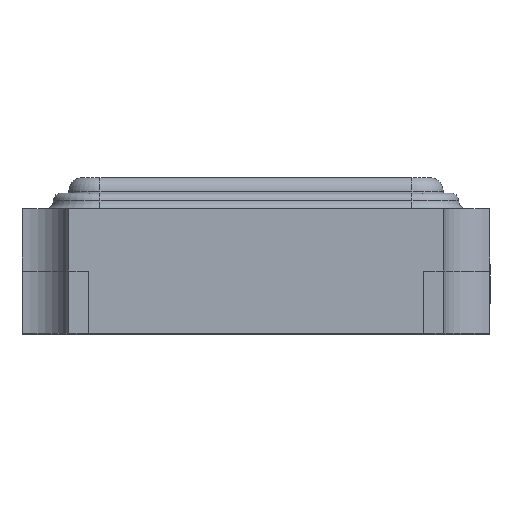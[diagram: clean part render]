
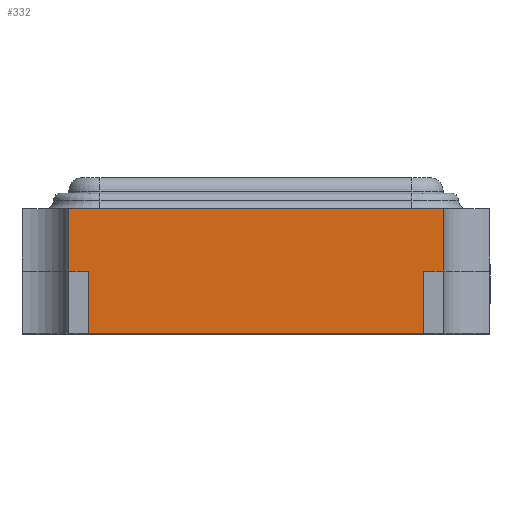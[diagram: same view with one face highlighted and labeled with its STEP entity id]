
A CAD part, top view. The second image highlights one B-rep face of the part: STEP entity #332.
In plain terms, the highlighted planar face has unit normal (0, 0, 1).
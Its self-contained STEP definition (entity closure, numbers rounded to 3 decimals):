
#15 = VERTEX_POINT ( 'NONE', #3281 ) ;
#67 = CARTESIAN_POINT ( 'NONE',  ( -0.48, 0.32, 0.8 ) ) ;
#203 = VERTEX_POINT ( 'NONE', #2561 ) ;
#332 = ADVANCED_FACE ( 'NONE', ( #2518 ), #3446, .F. ) ;
#376 = AXIS2_PLACEMENT_3D ( 'NONE', #389, #1873, #746 ) ;
#387 = VERTEX_POINT ( 'NONE', #1896 ) ;
#389 = CARTESIAN_POINT ( 'NONE',  ( -0.6, 2.32, 0.8 ) ) ;
#418 = ORIENTED_EDGE ( 'NONE', *, *, #1572, .T. ) ;
#456 = ORIENTED_EDGE ( 'NONE', *, *, #794, .F. ) ;
#500 = VERTEX_POINT ( 'NONE', #1371 ) ;
#539 = EDGE_CURVE ( 'NONE', #15, #500, #2699, .T. ) ;
#594 = EDGE_CURVE ( 'NONE', #2597, #3055, #1507, .T. ) ;
#655 = DIRECTION ( 'NONE',  ( 0., -1., 0. ) ) ;
#746 = DIRECTION ( 'NONE',  ( -1., 0., 0. ) ) ;
#760 = CARTESIAN_POINT ( 'NONE',  ( 0.43, 0.16, 0.8 ) ) ;
#794 = EDGE_CURVE ( 'NONE', #387, #2597, #3374, .T. ) ;
#863 = ORIENTED_EDGE ( 'NONE', *, *, #539, .T. ) ;
#1009 = ORIENTED_EDGE ( 'NONE', *, *, #2941, .F. ) ;
#1115 = VECTOR ( 'NONE', #1429, 1000. ) ;
#1138 = LINE ( 'NONE', #3591, #1115 ) ;
#1201 = VECTOR ( 'NONE', #3275, 1000. ) ;
#1371 = CARTESIAN_POINT ( 'NONE',  ( -0.43, 0., 0.8 ) ) ;
#1395 = VECTOR ( 'NONE', #1992, 1000. ) ;
#1429 = DIRECTION ( 'NONE',  ( 0., -1., 0. ) ) ;
#1484 = VECTOR ( 'NONE', #1752, 1000. ) ;
#1507 = LINE ( 'NONE', #3257, #2327 ) ;
#1549 = VERTEX_POINT ( 'NONE', #2244 ) ;
#1572 = EDGE_CURVE ( 'NONE', #500, #1893, #2911, .T. ) ;
#1578 = LINE ( 'NONE', #67, #2708 ) ;
#1734 = EDGE_LOOP ( 'NONE', ( #2751, #1009, #863, #418, #2143, #2198, #456, #1888 ) ) ;
#1752 = DIRECTION ( 'NONE',  ( -1., 0., 0. ) ) ;
#1797 = CARTESIAN_POINT ( 'NONE',  ( 0.48, 0.16, 0.8 ) ) ;
#1830 = CARTESIAN_POINT ( 'NONE',  ( -0.6, 0.32, 0.8 ) ) ;
#1873 = DIRECTION ( 'NONE',  ( 0., 0., -1. ) ) ;
#1888 = ORIENTED_EDGE ( 'NONE', *, *, #1902, .F. ) ;
#1893 = VERTEX_POINT ( 'NONE', #2113 ) ;
#1896 = CARTESIAN_POINT ( 'NONE',  ( 0.48, 0.32, 0.8 ) ) ;
#1902 = EDGE_CURVE ( 'NONE', #1549, #387, #3315, .T. ) ;
#1978 = EDGE_CURVE ( 'NONE', #203, #1549, #1578, .T. ) ;
#1992 = DIRECTION ( 'NONE',  ( 1., 0., 0. ) ) ;
#2073 = CARTESIAN_POINT ( 'NONE',  ( -0.48, 0.16, 0.8 ) ) ;
#2113 = CARTESIAN_POINT ( 'NONE',  ( 0.43, 0., 0.8 ) ) ;
#2133 = CARTESIAN_POINT ( 'NONE',  ( 0.48, 0.32, 0.8 ) ) ;
#2143 = ORIENTED_EDGE ( 'NONE', *, *, #3232, .F. ) ;
#2198 = ORIENTED_EDGE ( 'NONE', *, *, #594, .F. ) ;
#2244 = CARTESIAN_POINT ( 'NONE',  ( -0.48, 0.32, 0.8 ) ) ;
#2267 = VECTOR ( 'NONE', #3021, 1000. ) ;
#2303 = DIRECTION ( 'NONE',  ( 0., 1., 0. ) ) ;
#2327 = VECTOR ( 'NONE', #2977, 1000. ) ;
#2363 = CARTESIAN_POINT ( 'NONE',  ( -0.43, 0.871, 0.8 ) ) ;
#2518 = FACE_OUTER_BOUND ( 'NONE', #1734, .T. ) ;
#2561 = CARTESIAN_POINT ( 'NONE',  ( -0.48, 0.16, 0.8 ) ) ;
#2597 = VERTEX_POINT ( 'NONE', #1797 ) ;
#2699 = LINE ( 'NONE', #2363, #1201 ) ;
#2704 = LINE ( 'NONE', #2073, #1484 ) ;
#2708 = VECTOR ( 'NONE', #2303, 1000. ) ;
#2751 = ORIENTED_EDGE ( 'NONE', *, *, #1978, .F. ) ;
#2911 = LINE ( 'NONE', #3527, #1395 ) ;
#2941 = EDGE_CURVE ( 'NONE', #15, #203, #2704, .T. ) ;
#2977 = DIRECTION ( 'NONE',  ( -1., 0., 0. ) ) ;
#3021 = DIRECTION ( 'NONE',  ( 1., 0., 0. ) ) ;
#3055 = VERTEX_POINT ( 'NONE', #760 ) ;
#3232 = EDGE_CURVE ( 'NONE', #3055, #1893, #1138, .T. ) ;
#3257 = CARTESIAN_POINT ( 'NONE',  ( 0.48, 0.16, 0.8 ) ) ;
#3275 = DIRECTION ( 'NONE',  ( 0., -1., 0. ) ) ;
#3281 = CARTESIAN_POINT ( 'NONE',  ( -0.43, 0.16, 0.8 ) ) ;
#3315 = LINE ( 'NONE', #1830, #2267 ) ;
#3374 = LINE ( 'NONE', #2133, #3885 ) ;
#3446 = PLANE ( 'NONE',  #376 ) ;
#3527 = CARTESIAN_POINT ( 'NONE',  ( -0.6, 0., 0.8 ) ) ;
#3591 = CARTESIAN_POINT ( 'NONE',  ( 0.43, 0.871, 0.8 ) ) ;
#3885 = VECTOR ( 'NONE', #655, 1000. ) ;
